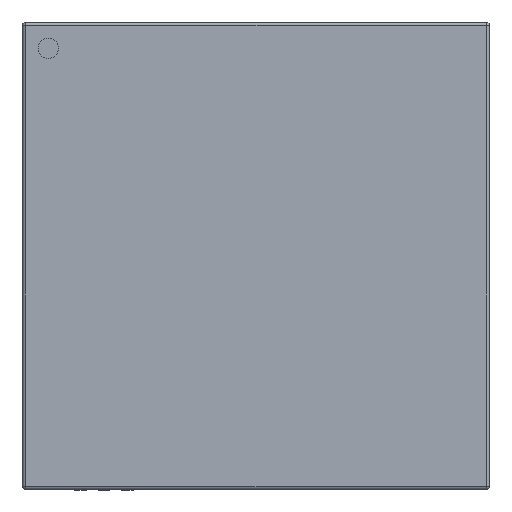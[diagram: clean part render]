
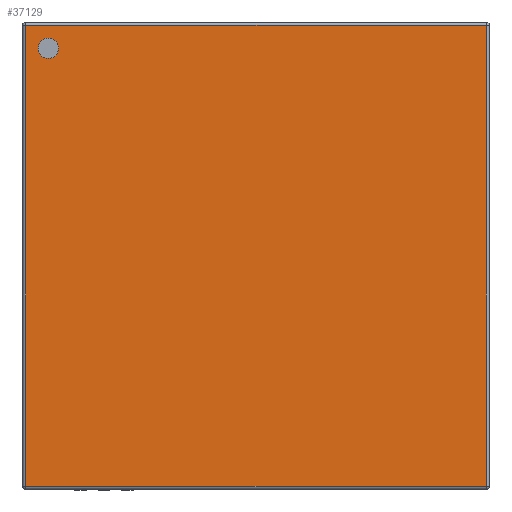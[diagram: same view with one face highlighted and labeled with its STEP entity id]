
A CAD part, top view. The second image highlights one B-rep face of the part: STEP entity #37129.
In plain terms, the highlighted planar face has unit normal (0, 0, 1).
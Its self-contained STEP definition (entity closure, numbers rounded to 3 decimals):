
#8162 = CYLINDRICAL_SURFACE('',#8163,0.05);
#8163 = AXIS2_PLACEMENT_3D('',#8164,#8165,#8166);
#8164 = CARTESIAN_POINT('',(-3.99,3.94,0.83));
#8165 = DIRECTION('',(1.,0.,0.));
#8166 = DIRECTION('',(0.,1.,0.));
#31724 = VERTEX_POINT('',#31725);
#31725 = CARTESIAN_POINT('',(-3.94,3.94,0.88));
#31747 = EDGE_CURVE('',#31724,#31748,#31750,.T.);
#31748 = VERTEX_POINT('',#31749);
#31749 = CARTESIAN_POINT('',(3.94,3.94,0.88));
#31750 = SURFACE_CURVE('',#31751,(#31755,#31762),.PCURVE_S1.);
#31751 = LINE('',#31752,#31753);
#31752 = CARTESIAN_POINT('',(-3.99,3.94,0.88));
#31753 = VECTOR('',#31754,1.);
#31754 = DIRECTION('',(1.,0.,0.));
#31755 = PCURVE('',#8162,#31756);
#31756 = DEFINITIONAL_REPRESENTATION('',(#31757),#31761);
#31757 = LINE('',#31758,#31759);
#31758 = CARTESIAN_POINT('',(1.571,0.));
#31759 = VECTOR('',#31760,1.);
#31760 = DIRECTION('',(0.,1.));
#31761 = ( GEOMETRIC_REPRESENTATION_CONTEXT(2) 
PARAMETRIC_REPRESENTATION_CONTEXT() REPRESENTATION_CONTEXT('2D SPACE',''
  ) );
#31762 = PCURVE('',#31763,#31768);
#31763 = PLANE('',#31764);
#31764 = AXIS2_PLACEMENT_3D('',#31765,#31766,#31767);
#31765 = CARTESIAN_POINT('',(-3.99,-3.99,0.88));
#31766 = DIRECTION('',(0.,0.,1.));
#31767 = DIRECTION('',(1.,0.,0.));
#31768 = DEFINITIONAL_REPRESENTATION('',(#31769),#31773);
#31769 = LINE('',#31770,#31771);
#31770 = CARTESIAN_POINT('',(0.,7.93));
#31771 = VECTOR('',#31772,1.);
#31772 = DIRECTION('',(1.,0.));
#31773 = ( GEOMETRIC_REPRESENTATION_CONTEXT(2) 
PARAMETRIC_REPRESENTATION_CONTEXT() REPRESENTATION_CONTEXT('2D SPACE',''
  ) );
#32295 = CYLINDRICAL_SURFACE('',#32296,0.05);
#32296 = AXIS2_PLACEMENT_3D('',#32297,#32298,#32299);
#32297 = CARTESIAN_POINT('',(-3.94,3.94,0.83));
#32298 = DIRECTION('',(-0.,-1.,-0.));
#32299 = DIRECTION('',(-1.,0.,0.));
#32769 = CYLINDRICAL_SURFACE('',#32770,0.05);
#32770 = AXIS2_PLACEMENT_3D('',#32771,#32772,#32773);
#32771 = CARTESIAN_POINT('',(-3.99,-3.94,0.83));
#32772 = DIRECTION('',(1.,0.,0.));
#32773 = DIRECTION('',(0.,-1.,0.));
#35179 = CYLINDRICAL_SURFACE('',#35180,0.05);
#35180 = AXIS2_PLACEMENT_3D('',#35181,#35182,#35183);
#35181 = CARTESIAN_POINT('',(3.94,3.94,0.83));
#35182 = DIRECTION('',(-0.,-1.,-0.));
#35183 = DIRECTION('',(0.,0.,1.));
#37129 = ADVANCED_FACE('',(#37130,#37200),#31763,.T.);
#37130 = FACE_BOUND('',#37131,.T.);
#37131 = EDGE_LOOP('',(#37132,#37157,#37178,#37179));
#37132 = ORIENTED_EDGE('',*,*,#37133,.T.);
#37133 = EDGE_CURVE('',#37134,#37136,#37138,.T.);
#37134 = VERTEX_POINT('',#37135);
#37135 = CARTESIAN_POINT('',(-3.94,-3.94,0.88));
#37136 = VERTEX_POINT('',#37137);
#37137 = CARTESIAN_POINT('',(3.94,-3.94,0.88));
#37138 = SURFACE_CURVE('',#37139,(#37143,#37150),.PCURVE_S1.);
#37139 = LINE('',#37140,#37141);
#37140 = CARTESIAN_POINT('',(-3.99,-3.94,0.88));
#37141 = VECTOR('',#37142,1.);
#37142 = DIRECTION('',(1.,0.,0.));
#37143 = PCURVE('',#31763,#37144);
#37144 = DEFINITIONAL_REPRESENTATION('',(#37145),#37149);
#37145 = LINE('',#37146,#37147);
#37146 = CARTESIAN_POINT('',(0.,0.05));
#37147 = VECTOR('',#37148,1.);
#37148 = DIRECTION('',(1.,0.));
#37149 = ( GEOMETRIC_REPRESENTATION_CONTEXT(2) 
PARAMETRIC_REPRESENTATION_CONTEXT() REPRESENTATION_CONTEXT('2D SPACE',''
  ) );
#37150 = PCURVE('',#32769,#37151);
#37151 = DEFINITIONAL_REPRESENTATION('',(#37152),#37156);
#37152 = LINE('',#37153,#37154);
#37153 = CARTESIAN_POINT('',(-1.571,0.));
#37154 = VECTOR('',#37155,1.);
#37155 = DIRECTION('',(-0.,1.));
#37156 = ( GEOMETRIC_REPRESENTATION_CONTEXT(2) 
PARAMETRIC_REPRESENTATION_CONTEXT() REPRESENTATION_CONTEXT('2D SPACE',''
  ) );
#37157 = ORIENTED_EDGE('',*,*,#37158,.F.);
#37158 = EDGE_CURVE('',#31748,#37136,#37159,.T.);
#37159 = SURFACE_CURVE('',#37160,(#37164,#37171),.PCURVE_S1.);
#37160 = LINE('',#37161,#37162);
#37161 = CARTESIAN_POINT('',(3.94,3.94,0.88));
#37162 = VECTOR('',#37163,1.);
#37163 = DIRECTION('',(-0.,-1.,-0.));
#37164 = PCURVE('',#31763,#37165);
#37165 = DEFINITIONAL_REPRESENTATION('',(#37166),#37170);
#37166 = LINE('',#37167,#37168);
#37167 = CARTESIAN_POINT('',(7.93,7.93));
#37168 = VECTOR('',#37169,1.);
#37169 = DIRECTION('',(-0.,-1.));
#37170 = ( GEOMETRIC_REPRESENTATION_CONTEXT(2) 
PARAMETRIC_REPRESENTATION_CONTEXT() REPRESENTATION_CONTEXT('2D SPACE',''
  ) );
#37171 = PCURVE('',#35179,#37172);
#37172 = DEFINITIONAL_REPRESENTATION('',(#37173),#37177);
#37173 = LINE('',#37174,#37175);
#37174 = CARTESIAN_POINT('',(-0.,0.));
#37175 = VECTOR('',#37176,1.);
#37176 = DIRECTION('',(-0.,1.));
#37177 = ( GEOMETRIC_REPRESENTATION_CONTEXT(2) 
PARAMETRIC_REPRESENTATION_CONTEXT() REPRESENTATION_CONTEXT('2D SPACE',''
  ) );
#37178 = ORIENTED_EDGE('',*,*,#31747,.F.);
#37179 = ORIENTED_EDGE('',*,*,#37180,.T.);
#37180 = EDGE_CURVE('',#31724,#37134,#37181,.T.);
#37181 = SURFACE_CURVE('',#37182,(#37186,#37193),.PCURVE_S1.);
#37182 = LINE('',#37183,#37184);
#37183 = CARTESIAN_POINT('',(-3.94,3.94,0.88));
#37184 = VECTOR('',#37185,1.);
#37185 = DIRECTION('',(-0.,-1.,-0.));
#37186 = PCURVE('',#31763,#37187);
#37187 = DEFINITIONAL_REPRESENTATION('',(#37188),#37192);
#37188 = LINE('',#37189,#37190);
#37189 = CARTESIAN_POINT('',(0.05,7.93));
#37190 = VECTOR('',#37191,1.);
#37191 = DIRECTION('',(-0.,-1.));
#37192 = ( GEOMETRIC_REPRESENTATION_CONTEXT(2) 
PARAMETRIC_REPRESENTATION_CONTEXT() REPRESENTATION_CONTEXT('2D SPACE',''
  ) );
#37193 = PCURVE('',#32295,#37194);
#37194 = DEFINITIONAL_REPRESENTATION('',(#37195),#37199);
#37195 = LINE('',#37196,#37197);
#37196 = CARTESIAN_POINT('',(-1.571,0.));
#37197 = VECTOR('',#37198,1.);
#37198 = DIRECTION('',(-0.,1.));
#37199 = ( GEOMETRIC_REPRESENTATION_CONTEXT(2) 
PARAMETRIC_REPRESENTATION_CONTEXT() REPRESENTATION_CONTEXT('2D SPACE',''
  ) );
#37200 = FACE_BOUND('',#37201,.T.);
#37201 = EDGE_LOOP('',(#37202));
#37202 = ORIENTED_EDGE('',*,*,#37203,.F.);
#37203 = EDGE_CURVE('',#37204,#37204,#37206,.T.);
#37204 = VERTEX_POINT('',#37205);
#37205 = CARTESIAN_POINT('',(-3.375,-3.55,0.88));
#37206 = SURFACE_CURVE('',#37207,(#37212,#37219),.PCURVE_S1.);
#37207 = CIRCLE('',#37208,0.175);
#37208 = AXIS2_PLACEMENT_3D('',#37209,#37210,#37211);
#37209 = CARTESIAN_POINT('',(-3.55,-3.55,0.88));
#37210 = DIRECTION('',(0.,0.,1.));
#37211 = DIRECTION('',(1.,0.,0.));
#37212 = PCURVE('',#31763,#37213);
#37213 = DEFINITIONAL_REPRESENTATION('',(#37214),#37218);
#37214 = CIRCLE('',#37215,0.175);
#37215 = AXIS2_PLACEMENT_2D('',#37216,#37217);
#37216 = CARTESIAN_POINT('',(0.44,0.44));
#37217 = DIRECTION('',(1.,0.));
#37218 = ( GEOMETRIC_REPRESENTATION_CONTEXT(2) 
PARAMETRIC_REPRESENTATION_CONTEXT() REPRESENTATION_CONTEXT('2D SPACE',''
  ) );
#37219 = PCURVE('',#37220,#37225);
#37220 = CYLINDRICAL_SURFACE('',#37221,0.175);
#37221 = AXIS2_PLACEMENT_3D('',#37222,#37223,#37224);
#37222 = CARTESIAN_POINT('',(-3.55,-3.55,0.88));
#37223 = DIRECTION('',(-0.,-0.,-1.));
#37224 = DIRECTION('',(1.,0.,0.));
#37225 = DEFINITIONAL_REPRESENTATION('',(#37226),#37230);
#37226 = LINE('',#37227,#37228);
#37227 = CARTESIAN_POINT('',(-0.,0.));
#37228 = VECTOR('',#37229,1.);
#37229 = DIRECTION('',(-1.,0.));
#37230 = ( GEOMETRIC_REPRESENTATION_CONTEXT(2) 
PARAMETRIC_REPRESENTATION_CONTEXT() REPRESENTATION_CONTEXT('2D SPACE',''
  ) );
